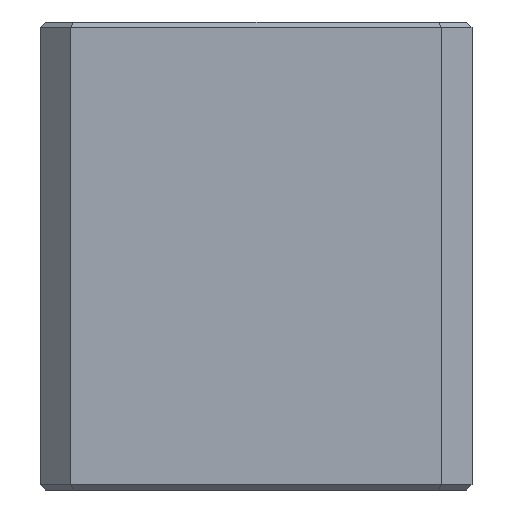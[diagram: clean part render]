
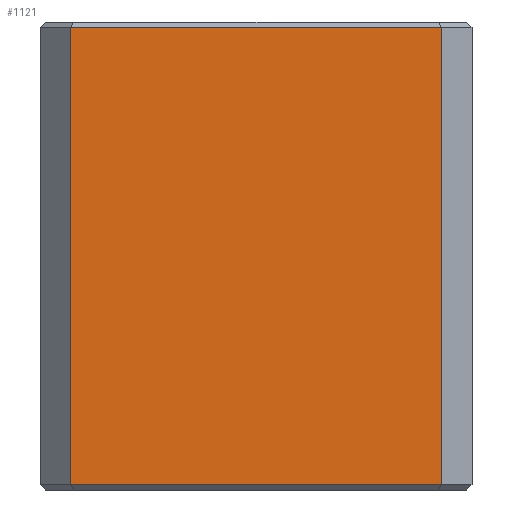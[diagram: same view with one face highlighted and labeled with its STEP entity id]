
A CAD part, front view. The second image highlights one B-rep face of the part: STEP entity #1121.
In plain terms, the highlighted planar face has unit normal (0, -1, 0).
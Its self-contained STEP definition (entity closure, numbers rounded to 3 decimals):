
#118=FACE_OUTER_BOUND('',#186,.T.);
#186=EDGE_LOOP('',(#830,#831,#832,#833));
#257=LINE('',#1677,#375);
#292=LINE('',#1776,#410);
#294=LINE('',#1780,#412);
#295=LINE('',#1781,#413);
#375=VECTOR('',#1326,10.);
#410=VECTOR('',#1425,10.);
#412=VECTOR('',#1429,10.);
#413=VECTOR('',#1430,10.);
#486=VERTEX_POINT('',#1670);
#488=VERTEX_POINT('',#1676);
#520=VERTEX_POINT('',#1775);
#521=VERTEX_POINT('',#1779);
#589=EDGE_CURVE('',#486,#488,#257,.T.);
#639=EDGE_CURVE('',#488,#520,#292,.T.);
#641=EDGE_CURVE('',#521,#486,#294,.T.);
#642=EDGE_CURVE('',#520,#521,#295,.T.);
#830=ORIENTED_EDGE('',*,*,#589,.F.);
#831=ORIENTED_EDGE('',*,*,#641,.F.);
#832=ORIENTED_EDGE('',*,*,#642,.F.);
#833=ORIENTED_EDGE('',*,*,#639,.F.);
#1072=PLANE('',#1218);
#1121=ADVANCED_FACE('',(#118),#1072,.T.);
#1218=AXIS2_PLACEMENT_3D('',#1778,#1427,#1428);
#1326=DIRECTION('',(-1.,0.,0.));
#1425=DIRECTION('',(0.,0.,1.));
#1427=DIRECTION('center_axis',(0.,-1.,0.));
#1428=DIRECTION('ref_axis',(1.,0.,0.));
#1429=DIRECTION('',(0.,0.,-1.));
#1430=DIRECTION('',(1.,0.,0.));
#1670=CARTESIAN_POINT('',(18.,-21.,0.5));
#1676=CARTESIAN_POINT('',(-18.,-21.,0.5));
#1677=CARTESIAN_POINT('',(-10.5,-21.,0.5));
#1775=CARTESIAN_POINT('',(-18.,-21.,45.));
#1776=CARTESIAN_POINT('',(-18.,-21.,0.));
#1778=CARTESIAN_POINT('Origin',(-21.,-21.,0.));
#1779=CARTESIAN_POINT('',(18.,-21.,45.));
#1780=CARTESIAN_POINT('',(18.,-21.,0.));
#1781=CARTESIAN_POINT('',(-10.5,-21.,45.));
